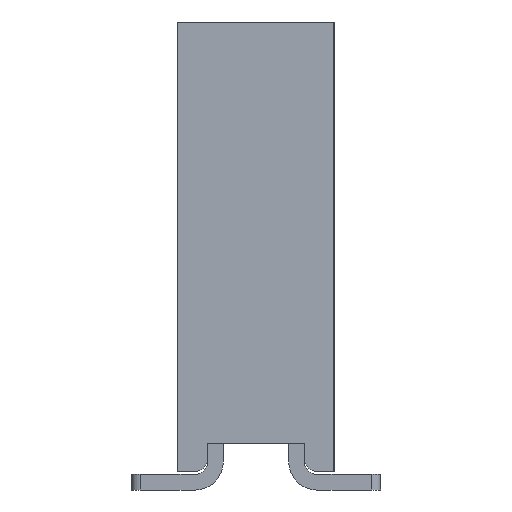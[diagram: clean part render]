
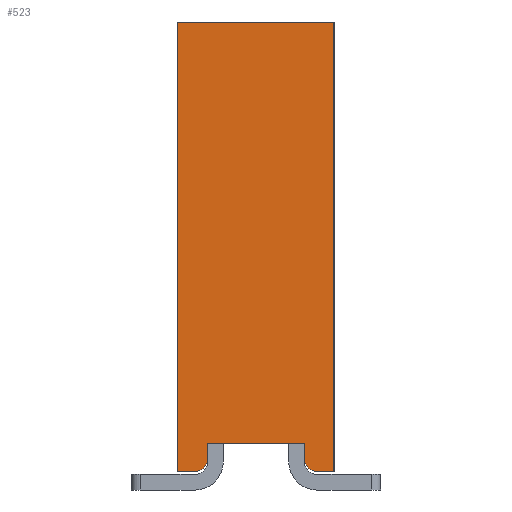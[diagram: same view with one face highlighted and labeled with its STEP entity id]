
A CAD part, left-side view. The second image highlights one B-rep face of the part: STEP entity #523.
In plain terms, the highlighted planar face has unit normal (-1, 0, 0).
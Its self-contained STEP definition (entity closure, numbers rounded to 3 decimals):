
#156=CIRCLE('',#14232,0.2);
#157=CIRCLE('',#14233,0.2);
#523=ADVANCED_FACE('',(#1865),#1255,.T.);
#1255=PLANE('',#14234);
#1865=FACE_OUTER_BOUND('',#2627,.T.);
#2627=EDGE_LOOP('',(#3932,#3933,#3934,#3935,#3936,#3937,#3938,#3939,#3940,
#3941));
#3932=ORIENTED_EDGE('',*,*,#9043,.T.);
#3933=ORIENTED_EDGE('',*,*,#9172,.T.);
#3934=ORIENTED_EDGE('',*,*,#9036,.T.);
#3935=ORIENTED_EDGE('',*,*,#9040,.F.);
#3936=ORIENTED_EDGE('',*,*,#9022,.F.);
#3937=ORIENTED_EDGE('',*,*,#9173,.T.);
#3938=ORIENTED_EDGE('',*,*,#9174,.T.);
#3939=ORIENTED_EDGE('',*,*,#9170,.T.);
#3940=ORIENTED_EDGE('',*,*,#9168,.T.);
#3941=ORIENTED_EDGE('',*,*,#9175,.F.);
#7687=VERTEX_POINT('',#19659);
#7688=VERTEX_POINT('',#19661);
#7696=VERTEX_POINT('',#19682);
#7699=VERTEX_POINT('',#19687);
#7704=VERTEX_POINT('',#19701);
#7705=VERTEX_POINT('',#19703);
#7827=VERTEX_POINT('',#19948);
#7829=VERTEX_POINT('',#19952);
#7831=VERTEX_POINT('',#19958);
#7832=VERTEX_POINT('',#19963);
#9022=EDGE_CURVE('',#7687,#7688,#11032,.T.);
#9036=EDGE_CURVE('',#7696,#7699,#11046,.T.);
#9040=EDGE_CURVE('',#7688,#7699,#11050,.T.);
#9043=EDGE_CURVE('',#7705,#7704,#11053,.T.);
#9168=EDGE_CURVE('',#7827,#7829,#11178,.T.);
#9170=EDGE_CURVE('',#7831,#7827,#11180,.T.);
#9172=EDGE_CURVE('',#7704,#7696,#156,.T.);
#9173=EDGE_CURVE('',#7687,#7832,#157,.T.);
#9174=EDGE_CURVE('',#7832,#7831,#11182,.T.);
#9175=EDGE_CURVE('',#7705,#7829,#11183,.T.);
#11032=LINE('',#19660,#12798);
#11046=LINE('',#19688,#12812);
#11050=LINE('',#19695,#12816);
#11053=LINE('',#19702,#12819);
#11178=LINE('',#19953,#12944);
#11180=LINE('',#19957,#12946);
#11182=LINE('',#19964,#12948);
#11183=LINE('',#19965,#12949);
#12798=VECTOR('',#15655,1.);
#12812=VECTOR('',#15673,1.);
#12816=VECTOR('',#15679,1.);
#12819=VECTOR('',#15684,1.);
#12944=VECTOR('',#15811,1.);
#12946=VECTOR('',#15815,1.);
#12948=VECTOR('',#15823,1.);
#12949=VECTOR('',#15824,1.);
#14232=AXIS2_PLACEMENT_3D('',#19961,#15819,#15820);
#14233=AXIS2_PLACEMENT_3D('',#19962,#15821,#15822);
#14234=AXIS2_PLACEMENT_3D('',#19966,#15825,#15826);
#15655=DIRECTION('',(0.,0.,1.));
#15673=DIRECTION('',(0.,0.,1.));
#15679=DIRECTION('',(0.,1.,0.));
#15684=DIRECTION('',(0.,-1.,0.));
#15811=DIRECTION('',(0.,1.,0.));
#15815=DIRECTION('',(0.,0.,1.));
#15819=DIRECTION('',(-1.,0.,0.));
#15820=DIRECTION('',(0.,0.,1.));
#15821=DIRECTION('',(-1.,0.,0.));
#15822=DIRECTION('',(0.,0.,1.));
#15823=DIRECTION('',(0.,-1.,0.));
#15824=DIRECTION('',(0.,0.,1.));
#15825=DIRECTION('',(-1.,0.,0.));
#15826=DIRECTION('',(0.,0.,1.));
#19659=CARTESIAN_POINT('',(0.,0.475,0.2));
#19660=CARTESIAN_POINT('',(0.,0.475,0.45));
#19661=CARTESIAN_POINT('',(0.,0.475,0.45));
#19682=CARTESIAN_POINT('',(0.,2.025,0.2));
#19687=CARTESIAN_POINT('',(0.,2.025,0.45));
#19688=CARTESIAN_POINT('',(0.,2.025,0.45));
#19695=CARTESIAN_POINT('',(0.,0.475,0.45));
#19701=CARTESIAN_POINT('',(0.,2.225,0.));
#19702=CARTESIAN_POINT('',(0.,1.25,0.));
#19703=CARTESIAN_POINT('',(0.,2.5,0.));
#19948=CARTESIAN_POINT('',(0.,0.,7.2));
#19952=CARTESIAN_POINT('',(0.,2.5,7.2));
#19953=CARTESIAN_POINT('',(0.,1.25,7.2));
#19957=CARTESIAN_POINT('',(0.,0.,0.));
#19958=CARTESIAN_POINT('',(0.,0.,0.));
#19961=CARTESIAN_POINT('',(0.,2.225,0.2));
#19962=CARTESIAN_POINT('',(0.,0.275,0.2));
#19963=CARTESIAN_POINT('',(0.,0.275,0.));
#19964=CARTESIAN_POINT('',(0.,1.25,0.));
#19965=CARTESIAN_POINT('',(0.,2.5,0.));
#19966=CARTESIAN_POINT('',(0.,1.25,0.));
